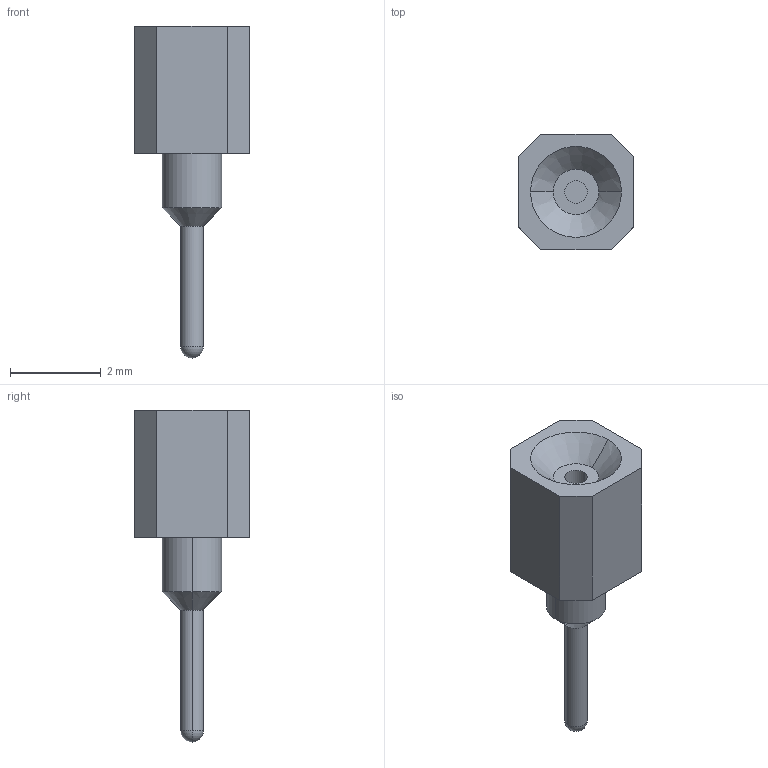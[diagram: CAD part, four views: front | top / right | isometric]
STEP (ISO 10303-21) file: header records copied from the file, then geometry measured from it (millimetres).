
FILE_DESCRIPTION((''),'2;1');
FILE_NAME('TYCO_1-1814655-5_a.stp','2009-02-18T13:39:09',(''),(''),'Mechanical Desktop 2006','Mechanical Desktop 2006',', , ');
FILE_SCHEMA(('AUTOMOTIVE_DESIGN { 1 2 10303 214 0 1 1 1 }'));
Length unit declared in the file: millimetre
Products named in the file (1): Product
Bounding box: 2.54 x 2.54 x 7.3 mm (x, y, z)
Volume: 17.7 mm3; surface area: 54 mm2
Topology: 3 solids, 3 shells, 26 faces, 56 edges, 35 vertices
Faces by surface type: plane 14, cylinder 6, cone 4, sphere 2
Entity records: 738 total; most frequent: DIRECTION 126, CARTESIAN_POINT 114, ORIENTED_EDGE 106, EDGE_CURVE 53, AXIS2_PLACEMENT_3D 46, VERTEX_POINT 34, VECTOR 34, LINE 34
